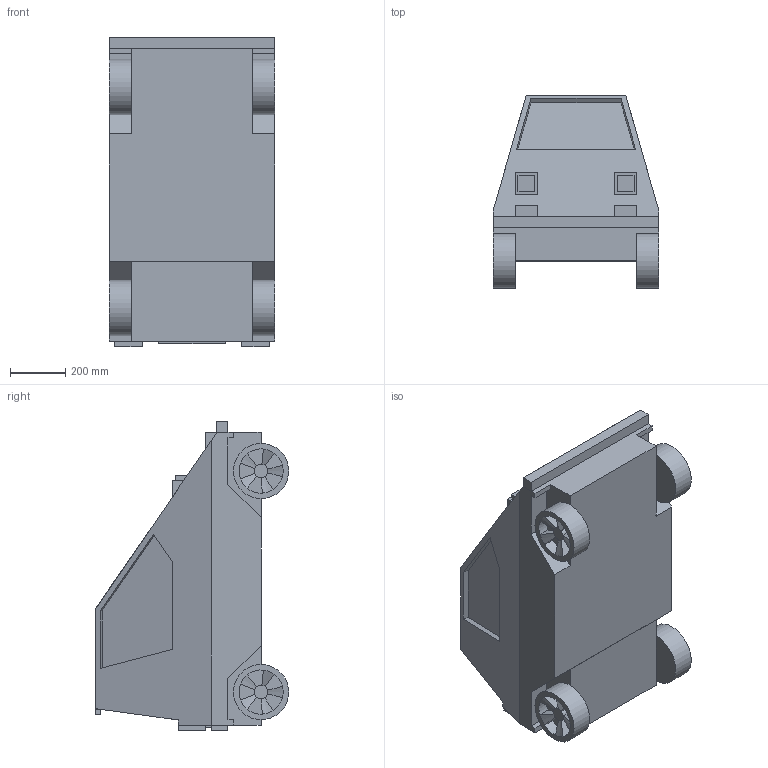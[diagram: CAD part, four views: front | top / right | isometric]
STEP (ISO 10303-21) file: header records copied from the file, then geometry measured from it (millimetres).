
FILE_DESCRIPTION(/* description */ (''),/* implementation_level */ '2;1');
FILE_NAME(/* name */ 'CitiCar v2.step',/* time_stamp */ '2022-02-06T23:29:32+01:00',/* author */ (''),/* organization */ (''),/* preprocessor_version */ 'ST-DEVELOPER v18.1',/* originating_system */ 'Autodesk Translation Framework v10.10.0.1391',/* authorisation */ '');
FILE_SCHEMA (('AUTOMOTIVE_DESIGN { 1 0 10303 214 3 1 1 }'));
Length unit declared in the file: millimetre
Products named in the file (8): CitiCar; NumberPlate; Wheel; HeadLight; TailLight; BrakeLightCenter; BrakeLightSide; CarBody2
Assembly tree (13 placements, depth 2):
  CitiCar
    NumberPlate
    Wheel  x4
    HeadLight  x2
    TailLight  x2
    BrakeLightCenter
    BrakeLightSide  x2
    CarBody2
Bounding box: 600 x 700 x 1120 mm (x, y, z)
Volume: 253331581.3 mm3; surface area: 3448416.4 mm2
Topology: 13 solids, 13 shells, 268 faces, 604 edges, 372 vertices
Faces by surface type: plane 204, cylinder 44, cone 20
Full cylindrical faces by diameter (mm): 200 x4
Entity records: 4613 total; most frequent: CARTESIAN_POINT 752, DIRECTION 726, ORIENTED_EDGE 708, EDGE_CURVE 354, LINE 322, VECTOR 322, VERTEX_POINT 228, AXIS2_PLACEMENT_3D 202
